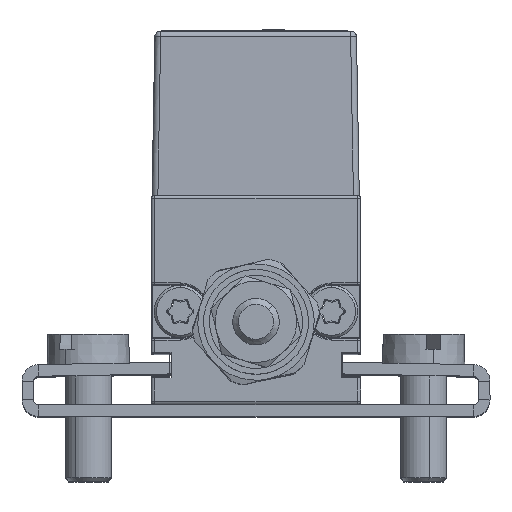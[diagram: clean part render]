
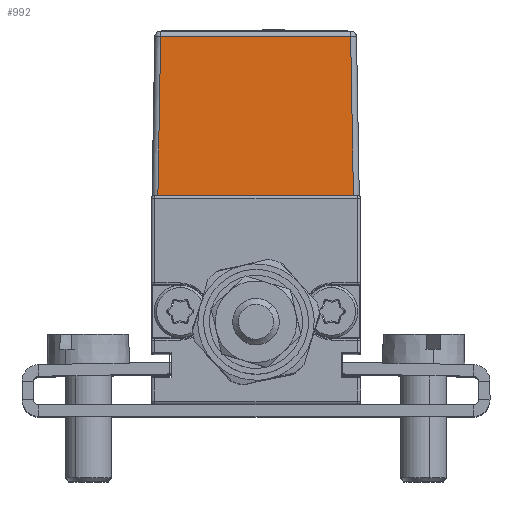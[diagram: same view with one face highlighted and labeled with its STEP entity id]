
A CAD part, top view. The second image highlights one B-rep face of the part: STEP entity #992.
In plain terms, the highlighted planar face has unit normal (0, 0.018, 1).
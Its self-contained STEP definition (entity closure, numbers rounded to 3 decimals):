
#992 = ADVANCED_FACE ( 'NONE', ( #19176 ), #19177, .T. ) ;
#1276 = EDGE_CURVE ( 'NONE', #11534, #11541, #14887, .T. ) ;
#1278 = EDGE_CURVE ( 'NONE', #11541, #11529, #14893, .T. ) ;
#1280 = EDGE_CURVE ( 'NONE', #11536, #11534, #14896, .T. ) ;
#9037 = EDGE_CURVE ( 'NONE', #11529, #11536, #24583, .T. ) ;
#11529 = VERTEX_POINT ( 'NONE', #29051 ) ;
#11534 = VERTEX_POINT ( 'NONE', #29055 ) ;
#11536 = VERTEX_POINT ( 'NONE', #29056 ) ;
#11541 = VERTEX_POINT ( 'NONE', #29060 ) ;
#12078 = EDGE_LOOP ( 'NONE', ( #43216, #43218, #43215, #43214 ) ) ;
#14887 = LINE ( 'NONE', #14889, #15365 ) ;
#14888 = CARTESIAN_POINT ( 'NONE',  ( -8.426, 17.991, 57.784 ) ) ;
#14889 = CARTESIAN_POINT ( 'NONE',  ( -8.929, 18., 57.784 ) ) ;
#14890 = DIRECTION ( 'NONE',  ( 1., 0., 0. ) ) ;
#14893 = LINE ( 'NONE', #14894, #15364 ) ;
#14894 = CARTESIAN_POINT ( 'NONE',  ( 8.36, 18.302, 57.779 ) ) ;
#14895 = DIRECTION ( 'NONE',  ( -0.017, 1., -0.017 ) ) ;
#14896 = LINE ( 'NONE', #14888, #15367 ) ;
#14900 = DIRECTION ( 'NONE',  ( -0.017, -1., 0.017 ) ) ;
#15364 = VECTOR ( 'NONE', #14895, 1000. ) ;
#15365 = VECTOR ( 'NONE', #14890, 1000. ) ;
#15367 = VECTOR ( 'NONE', #14900, 1000. ) ;
#19176 = FACE_OUTER_BOUND ( 'NONE', #12078, .T. ) ;
#19177 = PLANE ( 'NONE',  #35572 ) ;
#19186 = CARTESIAN_POINT ( 'NONE',  ( -8.929, 18., 57.784 ) ) ;
#19187 = DIRECTION ( 'NONE',  ( 0., 0.017, 1. ) ) ;
#19188 = DIRECTION ( 'NONE',  ( 0., -1., 0.017 ) ) ;
#21948 = VECTOR ( 'NONE', #24585, 1000. ) ;
#24583 = LINE ( 'NONE', #24584, #21948 ) ;
#24584 = CARTESIAN_POINT ( 'NONE',  ( -8.929, 31.583, 57.547 ) ) ;
#24585 = DIRECTION ( 'NONE',  ( -1., 0., 0. ) ) ;
#29051 = CARTESIAN_POINT ( 'NONE',  ( 8.129, 31.583, 57.547 ) ) ;
#29055 = CARTESIAN_POINT ( 'NONE',  ( -8.426, 18., 57.784 ) ) ;
#29056 = CARTESIAN_POINT ( 'NONE',  ( -8.189, 31.583, 57.547 ) ) ;
#29060 = CARTESIAN_POINT ( 'NONE',  ( 8.366, 18., 57.784 ) ) ;
#35572 = AXIS2_PLACEMENT_3D ( 'NONE', #19186, #19187, #19188 ) ;
#43214 = ORIENTED_EDGE ( 'NONE', *, *, #1276, .T. ) ;
#43215 = ORIENTED_EDGE ( 'NONE', *, *, #1280, .T. ) ;
#43216 = ORIENTED_EDGE ( 'NONE', *, *, #1278, .T. ) ;
#43218 = ORIENTED_EDGE ( 'NONE', *, *, #9037, .T. ) ;
